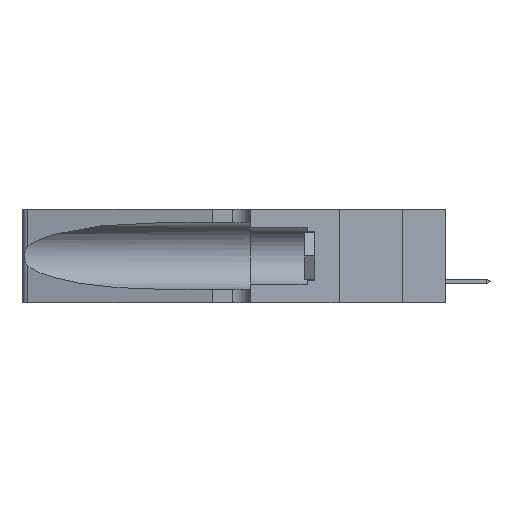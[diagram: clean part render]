
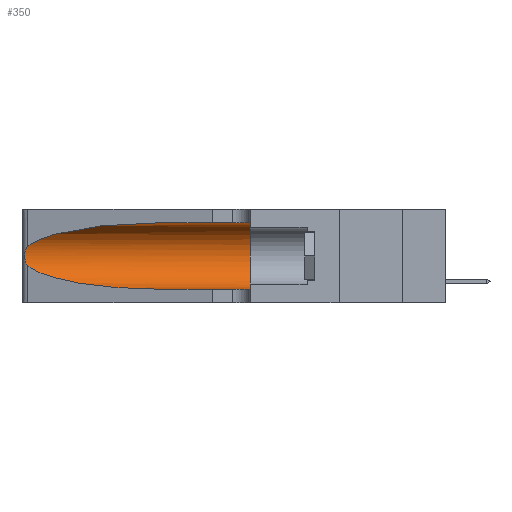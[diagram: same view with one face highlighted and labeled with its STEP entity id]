
A CAD part, left-side view. The second image highlights one B-rep face of the part: STEP entity #350.
In plain terms, the highlighted cylindrical face has radius 3.308 mm (diameter 6.617 mm), a partial arc.
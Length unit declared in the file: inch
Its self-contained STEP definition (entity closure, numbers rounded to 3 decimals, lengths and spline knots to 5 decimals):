
#350 = ADVANCED_FACE ( 'NONE', ( #44142 ), #38682, .F. ) ;
#1035 = CARTESIAN_POINT ( 'NONE',  ( 0.25487, 1.22718, 0.14631 ) ) ;
#1547 = EDGE_LOOP ( 'NONE', ( #34952, #2119, #40583, #32026, #13678, #31740 ) ) ;
#2119 = ORIENTED_EDGE ( 'NONE', *, *, #26860, .T. ) ;
#2668 = CARTESIAN_POINT ( 'NONE',  ( 0.1305, 0.72297, 0.05475 ) ) ;
#2973 = CARTESIAN_POINT ( 'NONE',  ( 0.2373, 1.15595, 0.08982 ) ) ;
#2999 = VERTEX_POINT ( 'NONE', #1035 ) ;
#3978 = DIRECTION ( 'NONE',  ( 0., 1., 0. ) ) ;
#4165 = VERTEX_POINT ( 'NONE', #29539 ) ;
#7207 = CARTESIAN_POINT ( 'NONE',  ( 0.25487, 1.22718, 0.14631 ) ) ;
#7647 = CARTESIAN_POINT ( 'NONE',  ( 0.25555, 1.22994, 0.2215 ) ) ;
#7796 = CARTESIAN_POINT ( 'NONE',  ( 0.25787, 1.23484, 0.2124 ) ) ;
#8277 = CARTESIAN_POINT ( 'NONE',  ( 0.1305, 0.35, 0.31525 ) ) ;
#8391 = CARTESIAN_POINT ( 'NONE',  ( 0.1305, 1.61858, 0.185 ) ) ;
#8887 = LINE ( 'NONE', #20683, #17040 ) ;
#9141 = VERTEX_POINT ( 'NONE', #43654 ) ;
#10333 = DIRECTION ( 'NONE',  ( 0., -1., 0. ) ) ;
#10344 = VECTOR ( 'NONE', #33077, 39.37008 ) ;
#10696 = CARTESIAN_POINT ( 'NONE',  ( 0.1305, 0.35, 0.05475 ) ) ;
#12511 = CARTESIAN_POINT ( 'NONE',  ( 0.1305, 1.61858, 0.31525 ) ) ;
#13678 = ORIENTED_EDGE ( 'NONE', *, *, #34077, .F. ) ;
#14340 = CARTESIAN_POINT ( 'NONE',  ( 0.25789, 1.23486, 0.15765 ) ) ;
#15566 = CARTESIAN_POINT ( 'NONE',  ( 0.2373, 1.15595, 0.28018 ) ) ;
#15749 = LINE ( 'NONE', #12511, #10344 ) ;
#17040 = VECTOR ( 'NONE', #10333, 39.37008 ) ;
#17825 = CARTESIAN_POINT ( 'NONE',  ( 0.25555, 1.22993, 0.14849 ) ) ;
#17982 = CARTESIAN_POINT ( 'NONE',  ( 0.25854, 1.2359, 0.20912 ) ) ;
#18139 = CARTESIAN_POINT ( 'NONE',  ( 0.26018, 1.23835, 0.19895 ) ) ;
#20154 =( BOUNDED_CURVE ( )  B_SPLINE_CURVE ( 3, ( #41506, #2973, #24095, #2668 ),
 .UNSPECIFIED., .F., .F. ) 
 B_SPLINE_CURVE_WITH_KNOTS ( ( 4, 4 ),
 ( 3.44316, 4.71239 ),
 .UNSPECIFIED. ) 
 CURVE ( )  GEOMETRIC_REPRESENTATION_ITEM ( )  RATIONAL_B_SPLINE_CURVE ( ( 1., 0.87, 0.87, 1. ) ) 
 REPRESENTATION_ITEM ( '' )  );
#20277 = EDGE_CURVE ( 'NONE', #4165, #37887, #15749, .T. ) ;
#20549 = VERTEX_POINT ( 'NONE', #44954 ) ;
#20683 = CARTESIAN_POINT ( 'NONE',  ( 0.1305, 1.61858, 0.05475 ) ) ;
#21486 = CARTESIAN_POINT ( 'NONE',  ( 0.25487, 1.22718, 0.22369 ) ) ;
#24095 = CARTESIAN_POINT ( 'NONE',  ( 0.18966, 0.96281, 0.05475 ) ) ;
#25178 = EDGE_CURVE ( 'NONE', #2999, #20549, #20154, .T. ) ;
#25714 = DIRECTION ( 'NONE',  ( 0., -1., 0. ) ) ;
#26635 = CIRCLE ( 'NONE', #44773, 0.13025 ) ;
#26669 = CARTESIAN_POINT ( 'NONE',  ( 0.25487, 1.22718, 0.22369 ) ) ;
#26860 = EDGE_CURVE ( 'NONE', #9141, #2999, #43642, .T. ) ;
#28053 = CARTESIAN_POINT ( 'NONE',  ( 0.26075, 1.23896, 0.19203 ) ) ;
#28195 = CARTESIAN_POINT ( 'NONE',  ( 0.25639, 1.23186, 0.15144 ) ) ;
#28506 = CARTESIAN_POINT ( 'NONE',  ( 0.26075, 1.23896, 0.178 ) ) ;
#28649 = CARTESIAN_POINT ( 'NONE',  ( 0.25639, 1.23184, 0.21858 ) ) ;
#29539 = CARTESIAN_POINT ( 'NONE',  ( 0.1305, 0.72297, 0.31525 ) ) ;
#30038 = CARTESIAN_POINT ( 'NONE',  ( 0.1305, 0.72297, 0.31525 ) ) ;
#31242 = DIRECTION ( 'NONE',  ( 0., 0., 1. ) ) ;
#31392 = CARTESIAN_POINT ( 'NONE',  ( 0.1305, 0.35, 0.185 ) ) ;
#31740 = ORIENTED_EDGE ( 'NONE', *, *, #20277, .F. ) ;
#32026 = ORIENTED_EDGE ( 'NONE', *, *, #38802, .T. ) ;
#33077 = DIRECTION ( 'NONE',  ( 0., -1., 0. ) ) ;
#34077 = EDGE_CURVE ( 'NONE', #37887, #36610, #26635, .T. ) ;
#34145 =( BOUNDED_CURVE ( )  B_SPLINE_CURVE ( 3, ( #30038, #36434, #15566, #26669 ),
 .UNSPECIFIED., .F., .T. ) 
 B_SPLINE_CURVE_WITH_KNOTS ( ( 4, 4 ),
 ( 1.5708, 2.84003 ),
 .UNSPECIFIED. ) 
 CURVE ( )  GEOMETRIC_REPRESENTATION_ITEM ( )  RATIONAL_B_SPLINE_CURVE ( ( 1., 0.87, 0.87, 1. ) ) 
 REPRESENTATION_ITEM ( '' )  );
#34230 = AXIS2_PLACEMENT_3D ( 'NONE', #8391, #25714, #43268 ) ;
#34952 = ORIENTED_EDGE ( 'NONE', *, *, #35593, .T. ) ;
#35504 = CARTESIAN_POINT ( 'NONE',  ( 0.26017, 1.23833, 0.17102 ) ) ;
#35593 = EDGE_CURVE ( 'NONE', #4165, #9141, #34145, .T. ) ;
#36434 = CARTESIAN_POINT ( 'NONE',  ( 0.18966, 0.96281, 0.31525 ) ) ;
#36610 = VERTEX_POINT ( 'NONE', #10696 ) ;
#37887 = VERTEX_POINT ( 'NONE', #8277 ) ;
#38682 = CYLINDRICAL_SURFACE ( 'NONE', #34230, 0.13025 ) ;
#38802 = EDGE_CURVE ( 'NONE', #20549, #36610, #8887, .T. ) ;
#40583 = ORIENTED_EDGE ( 'NONE', *, *, #25178, .T. ) ;
#41506 = CARTESIAN_POINT ( 'NONE',  ( 0.25487, 1.22718, 0.14631 ) ) ;
#42377 = CARTESIAN_POINT ( 'NONE',  ( 0.25856, 1.23593, 0.16098 ) ) ;
#43268 = DIRECTION ( 'NONE',  ( 0., 0., -1. ) ) ;
#43642 = B_SPLINE_CURVE_WITH_KNOTS ( 'NONE', 3,
 ( #21486, #7647, #28649, #7796, #17982, #18139, #28053, #28506, #35504, #42377, #14340, #28195, #17825, #7207 ),
 .UNSPECIFIED., .F., .F.,
 ( 4, 2, 2, 2, 2, 2, 4 ),
 ( 0., 0.00027, 0.00053, 0.00107, 0.0016, 0.00187, 0.00214 ),
 .UNSPECIFIED. ) ;
#43654 = CARTESIAN_POINT ( 'NONE',  ( 0.25487, 1.22718, 0.22369 ) ) ;
#44142 = FACE_OUTER_BOUND ( 'NONE', #1547, .T. ) ;
#44773 = AXIS2_PLACEMENT_3D ( 'NONE', #31392, #3978, #31242 ) ;
#44954 = CARTESIAN_POINT ( 'NONE',  ( 0.1305, 0.72297, 0.05475 ) ) ;
